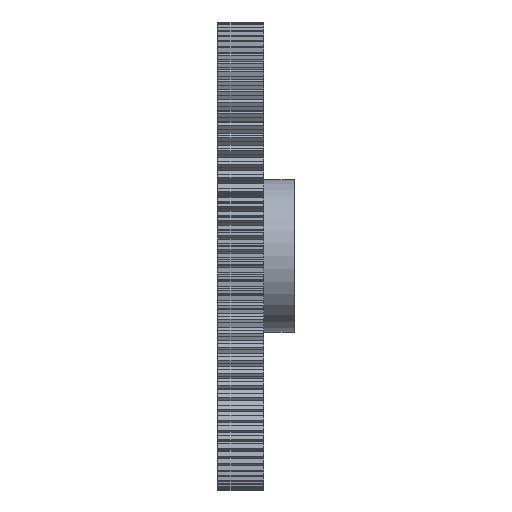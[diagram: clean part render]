
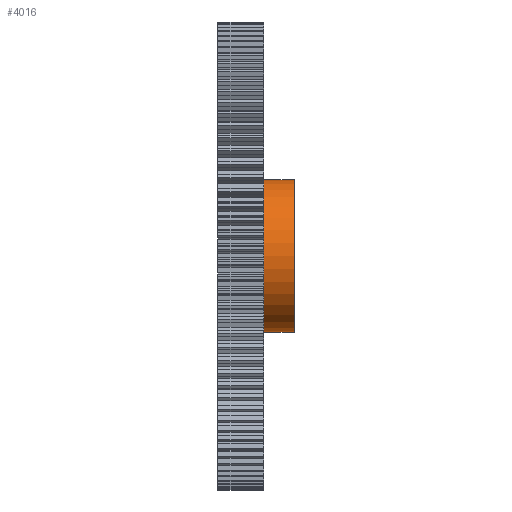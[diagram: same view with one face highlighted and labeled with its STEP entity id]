
A CAD part, top view. The second image highlights one B-rep face of the part: STEP entity #4016.
In plain terms, the highlighted cylindrical face has radius 25 mm (diameter 50 mm), a partial arc.
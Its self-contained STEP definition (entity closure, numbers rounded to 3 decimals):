
#4016 = ADVANCED_FACE( '', ( #11337 ), #11338, .T. );
#4200 = VERTEX_POINT( '', #11539 );
#5542 = VERTEX_POINT( '', #13001 );
#6424 = EDGE_CURVE( '', #4200, #5542, #13945, .T. );
#6534 = EDGE_CURVE( '', #8854, #10580, #14069, .T. );
#7316 = EDGE_CURVE( '', #10580, #5542, #14923, .T. );
#8854 = VERTEX_POINT( '', #16577 );
#8878 = EDGE_CURVE( '', #4200, #8854, #16602, .T. );
#10580 = VERTEX_POINT( '', #18436 );
#11337 = FACE_OUTER_BOUND( '', #19357, .T. );
#11338 = CYLINDRICAL_SURFACE( '', #19358, 25. );
#11539 = CARTESIAN_POINT( '', ( 7.5, -25., 0. ) );
#13001 = CARTESIAN_POINT( '', ( 7.5, 25., 0. ) );
#13945 = CIRCLE( '', #23073, 25. );
#14069 = CIRCLE( '', #23237, 25. );
#14923 = LINE( '', #24438, #24439 );
#16577 = CARTESIAN_POINT( '', ( 17.5, -25., 0. ) );
#16602 = LINE( '', #26815, #26816 );
#18436 = CARTESIAN_POINT( '', ( 17.5, 25., 0. ) );
#19357 = EDGE_LOOP( '', ( #30384, #30385, #30386, #30387 ) );
#19358 = AXIS2_PLACEMENT_3D( '', #30388, #30389, #30390 );
#23073 = AXIS2_PLACEMENT_3D( '', #33456, #33457, #33458 );
#23237 = AXIS2_PLACEMENT_3D( '', #33608, #33609, #33610 );
#24438 = CARTESIAN_POINT( '', ( 12.5, 25., 0. ) );
#24439 = VECTOR( '', #34455, 1. );
#26815 = CARTESIAN_POINT( '', ( 12.5, -25., 0. ) );
#26816 = VECTOR( '', #36560, 1. );
#30384 = ORIENTED_EDGE( '', *, *, #7316, .T. );
#30385 = ORIENTED_EDGE( '', *, *, #6424, .F. );
#30386 = ORIENTED_EDGE( '', *, *, #8878, .T. );
#30387 = ORIENTED_EDGE( '', *, *, #6534, .T. );
#30388 = CARTESIAN_POINT( '', ( 12.5, 0., 0. ) );
#30389 = DIRECTION( '', ( 1., 0., 0. ) );
#30390 = DIRECTION( '', ( 0., 1., 0. ) );
#33456 = CARTESIAN_POINT( '', ( 7.5, 0., 0. ) );
#33457 = DIRECTION( '', ( -1., 0., 0. ) );
#33458 = DIRECTION( '', ( 0., 1., 0. ) );
#33608 = CARTESIAN_POINT( '', ( 17.5, 0., 0. ) );
#33609 = DIRECTION( '', ( -1., 0., 0. ) );
#33610 = DIRECTION( '', ( 0., 1., 0. ) );
#34455 = DIRECTION( '', ( -1., 0., 0. ) );
#36560 = DIRECTION( '', ( 1., 0., 0. ) );
